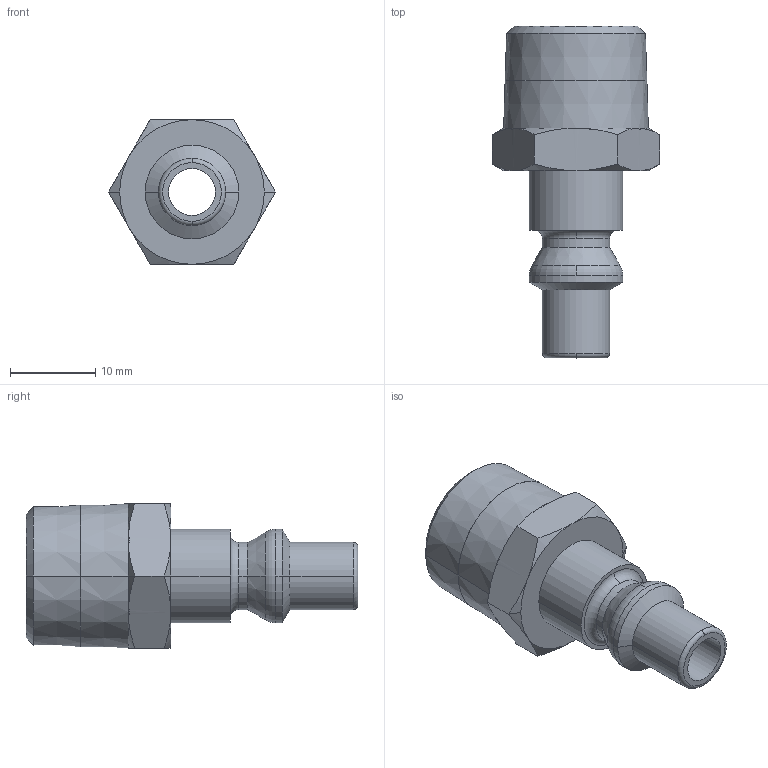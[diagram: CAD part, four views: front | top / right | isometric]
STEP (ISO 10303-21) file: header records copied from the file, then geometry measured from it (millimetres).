
FILE_DESCRIPTION(('STEP AP214'),'1');
FILE_NAME('esoi_38_nas.stp','2020-03-05T09:26:10',('TraceParts'),('TraceParts S.A.'),'Spatial InterOp 3D',' ',' ');
FILE_SCHEMA(('automotive_design'));
Length unit declared in the file: millimetre
Products named in the file (1): 1
Bounding box: 19.63 x 39 x 17.01 mm (x, y, z)
Volume: 4450.4 mm3; surface area: 2732.2 mm2
Topology: 1 solids, 1 shells, 56 faces, 142 edges, 92 vertices
Faces by surface type: cone 26, cylinder 12, plane 12, torus 6
Entity records: 2210 total; most frequent: CARTESIAN_POINT 387, DIRECTION 308, ORIENTED_EDGE 284, EDGE_CURVE 142, AXIS2_PLACEMENT_3D 133, VERTEX_POINT 92, CIRCLE 76, EDGE_LOOP 62
